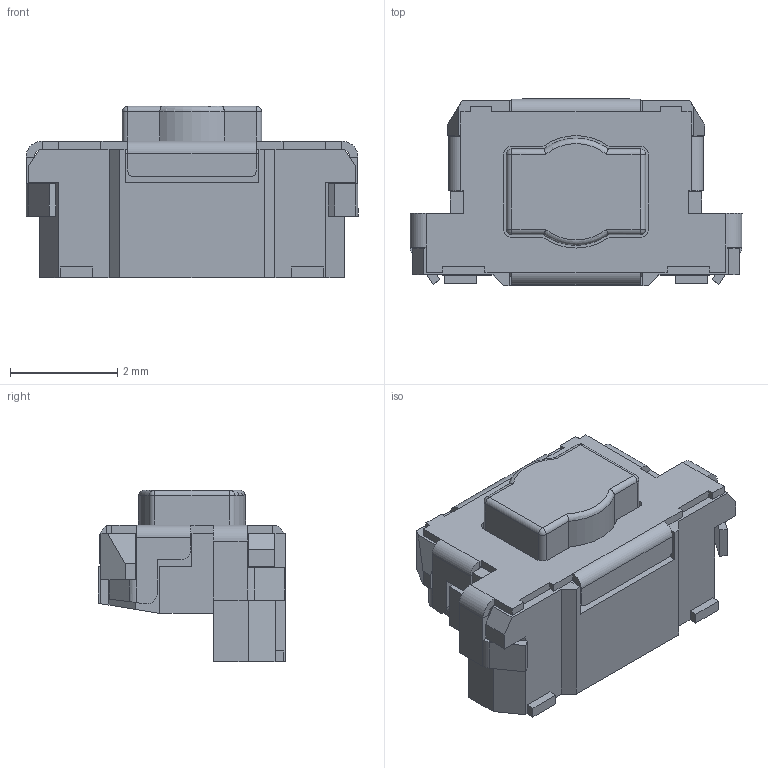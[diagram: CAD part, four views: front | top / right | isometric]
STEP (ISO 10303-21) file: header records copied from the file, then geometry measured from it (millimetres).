
FILE_DESCRIPTION (( 'STEP AP214' ), '1' );
FILE_NAME ('EVQ-P46B3M.STEP', '2019-10-21T10:34:09', ( '' ), ( '' ), 'SwSTEP 2.0', 'SolidWorks 2017', '' );
FILE_SCHEMA (( 'AUTOMOTIVE_DESIGN' ));
Length unit declared in the file: millimetre
Products named in the file (1): EVQ-P46B3M
Bounding box: 6.2 x 3.5 x 3.2 mm (x, y, z)
Volume: 36.3 mm3; surface area: 130.8 mm2
Topology: 3 solids, 3 shells, 242 faces, 622 edges, 382 vertices
Faces by surface type: plane 188, cylinder 46, sphere 4, bspline 2, torus 2
Entity records: 7295 total; most frequent: CARTESIAN_POINT 1387, ORIENTED_EDGE 1236, DIRECTION 1176, EDGE_CURVE 618, LINE 522, VECTOR 522, VERTEX_POINT 382, AXIS2_PLACEMENT_3D 327
